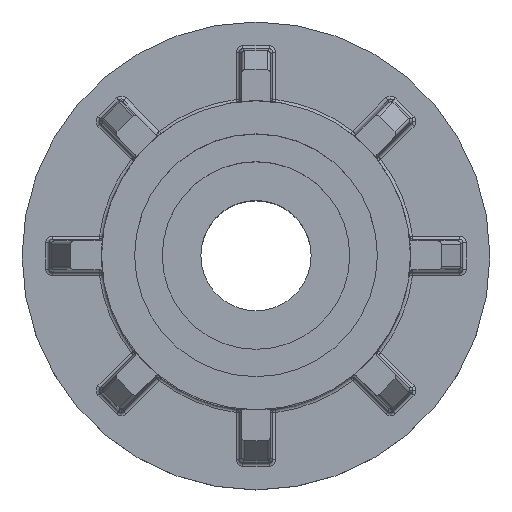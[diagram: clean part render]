
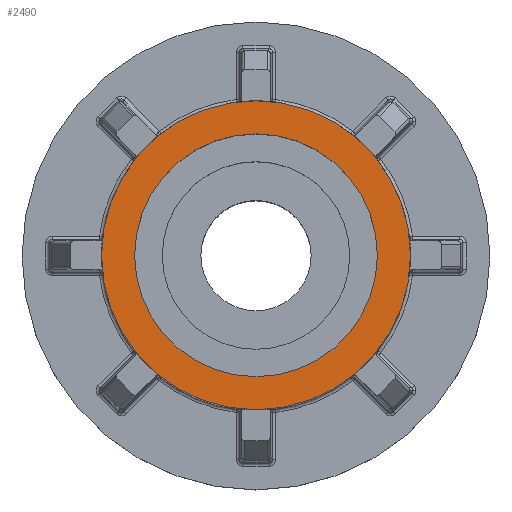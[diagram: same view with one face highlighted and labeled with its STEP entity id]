
A CAD part, top view. The second image highlights one B-rep face of the part: STEP entity #2490.
In plain terms, the highlighted planar face has unit normal (0, 0, 1).
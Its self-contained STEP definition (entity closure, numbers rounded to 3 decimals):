
#137 = PLANE ( 'NONE',  #6697 ) ;
#197 = CARTESIAN_POINT ( 'NONE',  ( 0., 0., 43. ) ) ;
#575 = ORIENTED_EDGE ( 'NONE', *, *, #4126, .T. ) ;
#978 = DIRECTION ( 'NONE',  ( 1., 0., 0. ) ) ;
#1496 = AXIS2_PLACEMENT_3D ( 'NONE', #197, #5324, #978 ) ;
#1655 = DIRECTION ( 'NONE',  ( 0., 0., 1. ) ) ;
#1987 = CARTESIAN_POINT ( 'NONE',  ( 14., 0., 43. ) ) ;
#2490 = ADVANCED_FACE ( 'NONE', ( #5838, #9484 ), #137, .T. ) ;
#2666 = CARTESIAN_POINT ( 'NONE',  ( -14., 0., 43. ) ) ;
#2987 = EDGE_CURVE ( 'NONE', #7814, #6856, #8417, .T. ) ;
#3072 = EDGE_CURVE ( 'NONE', #7711, #4469, #9243, .T. ) ;
#3456 = CARTESIAN_POINT ( 'NONE',  ( 11., 0., 43. ) ) ;
#3727 = DIRECTION ( 'NONE',  ( 0., 0., 1. ) ) ;
#4126 = EDGE_CURVE ( 'NONE', #4469, #7711, #5698, .T. ) ;
#4180 = CARTESIAN_POINT ( 'NONE',  ( 0., 0., 43. ) ) ;
#4184 = CARTESIAN_POINT ( 'NONE',  ( 0., 0., 43. ) ) ;
#4421 = EDGE_LOOP ( 'NONE', ( #575, #8108 ) ) ;
#4469 = VERTEX_POINT ( 'NONE', #2666 ) ;
#4645 = EDGE_LOOP ( 'NONE', ( #8339, #7053 ) ) ;
#4892 = DIRECTION ( 'NONE',  ( 1., 0., 0. ) ) ;
#4894 = DIRECTION ( 'NONE',  ( 1., 0., 0. ) ) ;
#4994 = CIRCLE ( 'NONE', #6021, 11. ) ;
#5131 = AXIS2_PLACEMENT_3D ( 'NONE', #4180, #9232, #4892 ) ;
#5324 = DIRECTION ( 'NONE',  ( 0., 0., 1. ) ) ;
#5505 = EDGE_CURVE ( 'NONE', #6856, #7814, #4994, .T. ) ;
#5698 = CIRCLE ( 'NONE', #5131, 14. ) ;
#5838 = FACE_BOUND ( 'NONE', #4645, .T. ) ;
#6021 = AXIS2_PLACEMENT_3D ( 'NONE', #4184, #9236, #4894 ) ;
#6188 = AXIS2_PLACEMENT_3D ( 'NONE', #8028, #3727, #8801 ) ;
#6640 = CARTESIAN_POINT ( 'NONE',  ( 0., 0., 43. ) ) ;
#6663 = DIRECTION ( 'NONE',  ( 1., 0., 0. ) ) ;
#6697 = AXIS2_PLACEMENT_3D ( 'NONE', #6640, #1655, #6663 ) ;
#6856 = VERTEX_POINT ( 'NONE', #3456 ) ;
#7053 = ORIENTED_EDGE ( 'NONE', *, *, #2987, .F. ) ;
#7711 = VERTEX_POINT ( 'NONE', #1987 ) ;
#7814 = VERTEX_POINT ( 'NONE', #7888 ) ;
#7888 = CARTESIAN_POINT ( 'NONE',  ( -11., 0., 43. ) ) ;
#8028 = CARTESIAN_POINT ( 'NONE',  ( 0., 0., 43. ) ) ;
#8108 = ORIENTED_EDGE ( 'NONE', *, *, #3072, .T. ) ;
#8339 = ORIENTED_EDGE ( 'NONE', *, *, #5505, .F. ) ;
#8417 = CIRCLE ( 'NONE', #6188, 11. ) ;
#8801 = DIRECTION ( 'NONE',  ( 1., 0., 0. ) ) ;
#9232 = DIRECTION ( 'NONE',  ( 0., 0., 1. ) ) ;
#9236 = DIRECTION ( 'NONE',  ( 0., 0., 1. ) ) ;
#9243 = CIRCLE ( 'NONE', #1496, 14. ) ;
#9484 = FACE_OUTER_BOUND ( 'NONE', #4421, .T. ) ;
